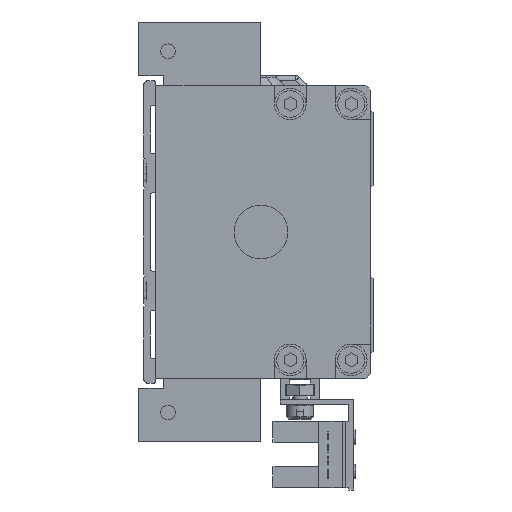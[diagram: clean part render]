
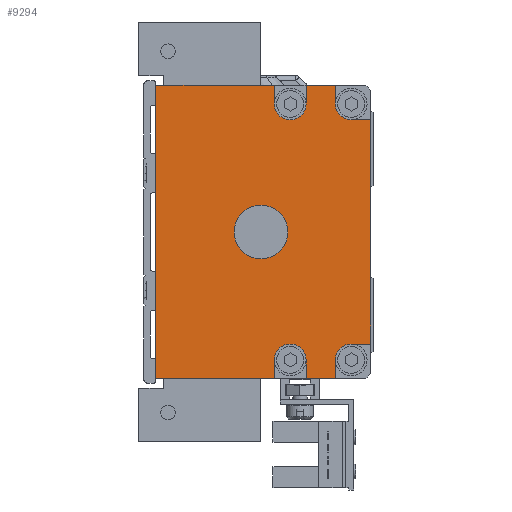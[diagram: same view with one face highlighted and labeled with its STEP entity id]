
A CAD part, left-side view. The second image highlights one B-rep face of the part: STEP entity #9294.
In plain terms, the highlighted planar face has unit normal (-1, 0, 0).
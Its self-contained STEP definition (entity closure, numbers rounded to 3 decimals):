
#987=DIRECTION('',(0.,-1.,0.));
#988=VECTOR('',#987,24.25);
#989=CARTESIAN_POINT('',(-211.,44.5,-30.));
#990=LINE('',#989,#988);
#995=DIRECTION('',(0.,-1.,0.));
#996=VECTOR('',#995,6.);
#997=CARTESIAN_POINT('',(-211.,13.75,-30.));
#998=LINE('',#997,#996);
#1043=DIRECTION('',(0.,0.,1.));
#1044=VECTOR('',#1043,45.9);
#1045=CARTESIAN_POINT('',(-211.,0.5,-22.95));
#1046=LINE('',#1045,#1044);
#1137=DIRECTION('',(0.,0.,1.));
#1138=VECTOR('',#1137,60.);
#1139=CARTESIAN_POINT('',(-211.,44.5,-30.));
#1140=LINE('',#1139,#1138);
#1141=DIRECTION('',(0.,0.,-1.));
#1142=VECTOR('',#1141,3.8);
#1143=CARTESIAN_POINT('',(-211.,20.25,30.));
#1144=LINE('',#1143,#1142);
#1145=CARTESIAN_POINT('',(-211.,17.,26.2));
#1146=DIRECTION('',(-1.,0.,0.));
#1147=DIRECTION('',(0.,1.,0.));
#1148=AXIS2_PLACEMENT_3D('',#1145,#1146,#1147);
#1150=CARTESIAN_POINT('',(-211.,17.,26.2));
#1151=DIRECTION('',(-1.,0.,0.));
#1152=DIRECTION('',(0.,0.,-1.));
#1153=AXIS2_PLACEMENT_3D('',#1150,#1151,#1152);
#1155=DIRECTION('',(0.,0.,1.));
#1156=VECTOR('',#1155,3.8);
#1157=CARTESIAN_POINT('',(-211.,13.75,26.2));
#1158=LINE('',#1157,#1156);
#1159=DIRECTION('',(0.,0.,-1.));
#1160=VECTOR('',#1159,3.8);
#1161=CARTESIAN_POINT('',(-211.,7.75,30.));
#1162=LINE('',#1161,#1160);
#1163=CARTESIAN_POINT('',(-211.,4.5,26.2));
#1164=DIRECTION('',(-1.,0.,0.));
#1165=DIRECTION('',(0.,1.,0.));
#1166=AXIS2_PLACEMENT_3D('',#1163,#1164,#1165);
#1168=DIRECTION('',(0.,1.,0.));
#1169=VECTOR('',#1168,4.);
#1170=CARTESIAN_POINT('',(-211.,0.5,-22.95));
#1171=LINE('',#1170,#1169);
#1172=CARTESIAN_POINT('',(-211.,4.5,-26.2));
#1173=DIRECTION('',(-1.,0.,0.));
#1174=DIRECTION('',(0.,0.,1.));
#1175=AXIS2_PLACEMENT_3D('',#1172,#1173,#1174);
#1177=DIRECTION('',(0.,0.,-1.));
#1178=VECTOR('',#1177,3.8);
#1179=CARTESIAN_POINT('',(-211.,7.75,-26.2));
#1180=LINE('',#1179,#1178);
#1181=DIRECTION('',(0.,0.,1.));
#1182=VECTOR('',#1181,3.8);
#1183=CARTESIAN_POINT('',(-211.,13.75,-30.));
#1184=LINE('',#1183,#1182);
#1185=CARTESIAN_POINT('',(-211.,17.,-26.2));
#1186=DIRECTION('',(-1.,0.,0.));
#1187=DIRECTION('',(0.,-1.,0.));
#1188=AXIS2_PLACEMENT_3D('',#1185,#1186,#1187);
#1190=CARTESIAN_POINT('',(-211.,17.,-26.2));
#1191=DIRECTION('',(-1.,0.,0.));
#1192=DIRECTION('',(0.,0.,1.));
#1193=AXIS2_PLACEMENT_3D('',#1190,#1191,#1192);
#1195=DIRECTION('',(0.,0.,-1.));
#1196=VECTOR('',#1195,3.8);
#1197=CARTESIAN_POINT('',(-211.,20.25,-26.2));
#1198=LINE('',#1197,#1196);
#1199=CARTESIAN_POINT('',(-211.,23.,0.));
#1200=DIRECTION('',(-1.,0.,0.));
#1201=DIRECTION('',(0.,0.,-1.));
#1202=AXIS2_PLACEMENT_3D('',#1199,#1200,#1201);
#1204=CARTESIAN_POINT('',(-211.,23.,0.));
#1205=DIRECTION('',(-1.,0.,0.));
#1206=DIRECTION('',(0.,0.,1.));
#1207=AXIS2_PLACEMENT_3D('',#1204,#1205,#1206);
#3156=DIRECTION('',(0.,1.,0.));
#3157=VECTOR('',#3156,6.);
#3158=CARTESIAN_POINT('',(-211.,7.75,30.));
#3159=LINE('',#3158,#3157);
#3168=DIRECTION('',(0.,1.,0.));
#3169=VECTOR('',#3168,24.25);
#3170=CARTESIAN_POINT('',(-211.,20.25,30.));
#3171=LINE('',#3170,#3169);
#4019=DIRECTION('',(0.,1.,0.));
#4020=VECTOR('',#4019,4.);
#4021=CARTESIAN_POINT('',(-211.,0.5,22.95));
#4022=LINE('',#4021,#4020);
#6179=CARTESIAN_POINT('',(-211.,0.5,-22.95));
#6180=VERTEX_POINT('',#6179);
#6181=CARTESIAN_POINT('',(-211.,0.5,22.95));
#6182=VERTEX_POINT('',#6181);
#6231=CARTESIAN_POINT('',(-211.,44.5,-30.));
#6232=VERTEX_POINT('',#6231);
#6233=CARTESIAN_POINT('',(-211.,20.25,-30.));
#6234=VERTEX_POINT('',#6233);
#6239=CARTESIAN_POINT('',(-211.,13.75,-30.));
#6240=VERTEX_POINT('',#6239);
#6241=CARTESIAN_POINT('',(-211.,7.75,-30.));
#6242=VERTEX_POINT('',#6241);
#6529=CARTESIAN_POINT('',(-211.,7.75,30.));
#6530=VERTEX_POINT('',#6529);
#6531=CARTESIAN_POINT('',(-211.,13.75,30.));
#6532=VERTEX_POINT('',#6531);
#6537=CARTESIAN_POINT('',(-211.,20.25,30.));
#6538=VERTEX_POINT('',#6537);
#6539=CARTESIAN_POINT('',(-211.,44.5,30.));
#6540=VERTEX_POINT('',#6539);
#6549=CARTESIAN_POINT('',(-211.,7.75,26.2));
#6550=VERTEX_POINT('',#6549);
#6557=CARTESIAN_POINT('',(-211.,4.5,22.95));
#6558=VERTEX_POINT('',#6557);
#6559=CARTESIAN_POINT('',(-211.,20.25,26.2));
#6560=VERTEX_POINT('',#6559);
#6561=CARTESIAN_POINT('',(-211.,17.,22.95));
#6562=CARTESIAN_POINT('',(-211.,13.75,26.2));
#6563=VERTEX_POINT('',#6561);
#6564=VERTEX_POINT('',#6562);
#6565=CARTESIAN_POINT('',(-211.,4.5,-22.95));
#6566=VERTEX_POINT('',#6565);
#6567=CARTESIAN_POINT('',(-211.,7.75,-26.2));
#6568=VERTEX_POINT('',#6567);
#6569=CARTESIAN_POINT('',(-211.,13.75,-26.2));
#6570=VERTEX_POINT('',#6569);
#6571=CARTESIAN_POINT('',(-211.,17.,-22.95));
#6572=CARTESIAN_POINT('',(-211.,20.25,-26.2));
#6573=VERTEX_POINT('',#6571);
#6574=VERTEX_POINT('',#6572);
#6575=CARTESIAN_POINT('',(-211.,23.,-5.5));
#6576=CARTESIAN_POINT('',(-211.,23.,5.5));
#6577=VERTEX_POINT('',#6575);
#6578=VERTEX_POINT('',#6576);
#9246=CARTESIAN_POINT('',(-211.,44.5,-30.));
#9247=DIRECTION('',(-1.,0.,0.));
#9248=DIRECTION('',(0.,0.,1.));
#9249=AXIS2_PLACEMENT_3D('',#9246,#9247,#9248);
#9250=PLANE('',#9249);
#9252=ORIENTED_EDGE('',*,*,#9251,.T.);
#9254=ORIENTED_EDGE('',*,*,#9253,.F.);
#9256=ORIENTED_EDGE('',*,*,#9255,.T.);
#9258=ORIENTED_EDGE('',*,*,#9257,.T.);
#9260=ORIENTED_EDGE('',*,*,#9259,.T.);
#9262=ORIENTED_EDGE('',*,*,#9261,.T.);
#9264=ORIENTED_EDGE('',*,*,#9263,.F.);
#9266=ORIENTED_EDGE('',*,*,#9265,.T.);
#9268=ORIENTED_EDGE('',*,*,#9267,.T.);
#9270=ORIENTED_EDGE('',*,*,#9269,.F.);
#9271=ORIENTED_EDGE('',*,*,#9124,.F.);
#9272=ORIENTED_EDGE('',*,*,#9240,.T.);
#9273=ORIENTED_EDGE('',*,*,#9227,.T.);
#9275=ORIENTED_EDGE('',*,*,#9274,.T.);
#9276=ORIENTED_EDGE('',*,*,#9052,.F.);
#9278=ORIENTED_EDGE('',*,*,#9277,.T.);
#9280=ORIENTED_EDGE('',*,*,#9279,.T.);
#9282=ORIENTED_EDGE('',*,*,#9281,.T.);
#9284=ORIENTED_EDGE('',*,*,#9283,.T.);
#9285=ORIENTED_EDGE('',*,*,#9044,.F.);
#9286=EDGE_LOOP('',(#9252,#9254,#9256,#9258,#9260,#9262,#9264,#9266,#9268,#9270,
#9271,#9272,#9273,#9275,#9276,#9278,#9280,#9282,#9284,#9285));
#9287=FACE_OUTER_BOUND('',#9286,.F.);
#9289=ORIENTED_EDGE('',*,*,#9288,.T.);
#9291=ORIENTED_EDGE('',*,*,#9290,.T.);
#9292=EDGE_LOOP('',(#9289,#9291));
#9293=FACE_BOUND('',#9292,.F.);
#1149=CIRCLE('',#1148,3.25);
#1154=CIRCLE('',#1153,3.25);
#1167=CIRCLE('',#1166,3.25);
#1176=CIRCLE('',#1175,3.25);
#1189=CIRCLE('',#1188,3.25);
#1194=CIRCLE('',#1193,3.25);
#1203=CIRCLE('',#1202,5.5);
#1208=CIRCLE('',#1207,5.5);
#9044=EDGE_CURVE('',#6232,#6234,#990,.T.);
#9052=EDGE_CURVE('',#6240,#6242,#998,.T.);
#9124=EDGE_CURVE('',#6180,#6182,#1046,.T.);
#9227=EDGE_CURVE('',#6566,#6568,#1176,.T.);
#9240=EDGE_CURVE('',#6180,#6566,#1171,.T.);
#9251=EDGE_CURVE('',#6232,#6540,#1140,.T.);
#9253=EDGE_CURVE('',#6538,#6540,#3171,.T.);
#9255=EDGE_CURVE('',#6538,#6560,#1144,.T.);
#9257=EDGE_CURVE('',#6560,#6563,#1149,.T.);
#9259=EDGE_CURVE('',#6563,#6564,#1154,.T.);
#9261=EDGE_CURVE('',#6564,#6532,#1158,.T.);
#9263=EDGE_CURVE('',#6530,#6532,#3159,.T.);
#9265=EDGE_CURVE('',#6530,#6550,#1162,.T.);
#9267=EDGE_CURVE('',#6550,#6558,#1167,.T.);
#9269=EDGE_CURVE('',#6182,#6558,#4022,.T.);
#9274=EDGE_CURVE('',#6568,#6242,#1180,.T.);
#9277=EDGE_CURVE('',#6240,#6570,#1184,.T.);
#9279=EDGE_CURVE('',#6570,#6573,#1189,.T.);
#9281=EDGE_CURVE('',#6573,#6574,#1194,.T.);
#9283=EDGE_CURVE('',#6574,#6234,#1198,.T.);
#9288=EDGE_CURVE('',#6577,#6578,#1203,.T.);
#9290=EDGE_CURVE('',#6578,#6577,#1208,.T.);
#9294=ADVANCED_FACE('',(#9287,#9293),#9250,.T.);
